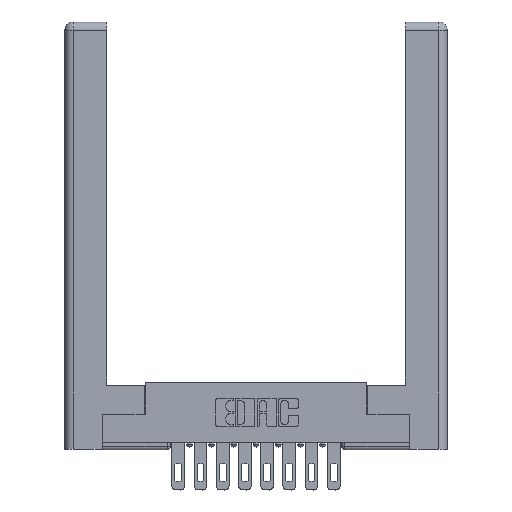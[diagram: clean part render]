
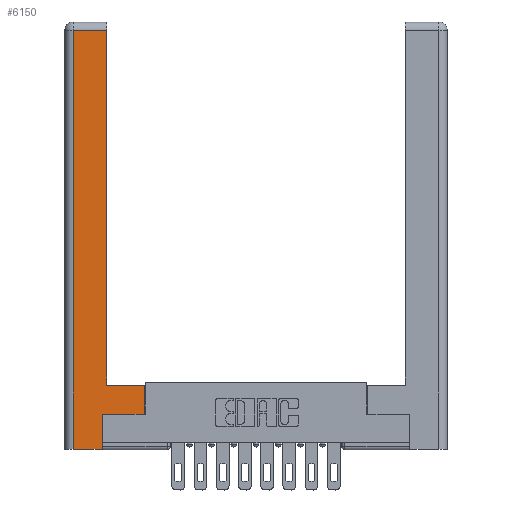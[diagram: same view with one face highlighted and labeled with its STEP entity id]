
A CAD part, top view. The second image highlights one B-rep face of the part: STEP entity #6150.
In plain terms, the highlighted planar face has unit normal (0, 0, 1).
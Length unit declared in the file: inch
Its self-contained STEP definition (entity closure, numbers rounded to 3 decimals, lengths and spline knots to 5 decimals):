
#255 = CARTESIAN_POINT ( 'NONE',  ( 0.0615, 0., 0. ) ) ;
#396 = LINE ( 'NONE', #255, #7891 ) ;
#556 = EDGE_CURVE ( 'NONE', #8515, #8935, #2781, .T. ) ;
#588 = ORIENTED_EDGE ( 'NONE', *, *, #7807, .T. ) ;
#654 = CARTESIAN_POINT ( 'NONE',  ( 0.565, 0.45, 0. ) ) ;
#902 = ORIENTED_EDGE ( 'NONE', *, *, #11050, .T. ) ;
#1405 = CARTESIAN_POINT ( 'NONE',  ( 0.0615, 0., 0. ) ) ;
#1827 = VECTOR ( 'NONE', #4215, 39.37008 ) ;
#1842 = EDGE_CURVE ( 'NONE', #9857, #3146, #4593, .T. ) ;
#1938 = VECTOR ( 'NONE', #9504, 39.37008 ) ;
#2015 = EDGE_CURVE ( 'NONE', #10198, #8515, #10503, .T. ) ;
#2562 = CARTESIAN_POINT ( 'NONE',  ( 0.565, 0.245, 0. ) ) ;
#2692 = VECTOR ( 'NONE', #6834, 39.37008 ) ;
#2781 = LINE ( 'NONE', #13635, #4101 ) ;
#2784 = CARTESIAN_POINT ( 'NONE',  ( 0.295, 0.45, 0. ) ) ;
#3146 = VERTEX_POINT ( 'NONE', #9821 ) ;
#3247 = VECTOR ( 'NONE', #8191, 39.37008 ) ;
#3709 = DIRECTION ( 'NONE',  ( -1., 0., 0. ) ) ;
#3970 = CARTESIAN_POINT ( 'NONE',  ( 0.265, 0., 0. ) ) ;
#4101 = VECTOR ( 'NONE', #5018, 39.37008 ) ;
#4212 = ORIENTED_EDGE ( 'NONE', *, *, #7994, .T. ) ;
#4215 = DIRECTION ( 'NONE',  ( 1., 0., 0. ) ) ;
#4300 = DIRECTION ( 'NONE',  ( 0., 1., 0. ) ) ;
#4356 = CARTESIAN_POINT ( 'NONE',  ( 0.295, 0.45, 0. ) ) ;
#4575 = PLANE ( 'NONE',  #11738 ) ;
#4593 = LINE ( 'NONE', #2562, #2692 ) ;
#4673 = ORIENTED_EDGE ( 'NONE', *, *, #556, .T. ) ;
#5018 = DIRECTION ( 'NONE',  ( -1., 0., 0. ) ) ;
#5220 = LINE ( 'NONE', #9233, #3247 ) ;
#5388 = CARTESIAN_POINT ( 'NONE',  ( 0.265, 0., 0. ) ) ;
#5409 = EDGE_CURVE ( 'NONE', #5421, #10198, #11143, .T. ) ;
#5421 = VERTEX_POINT ( 'NONE', #654 ) ;
#6040 = CARTESIAN_POINT ( 'NONE',  ( 0.0615, 2.94, 0. ) ) ;
#6150 = ADVANCED_FACE ( 'NONE', ( #10120 ), #4575, .F. ) ;
#6193 = CARTESIAN_POINT ( 'NONE',  ( 0.265, 0.245, 0. ) ) ;
#6669 = DIRECTION ( 'NONE',  ( -1., 0., 0. ) ) ;
#6834 = DIRECTION ( 'NONE',  ( 1., 0., 0. ) ) ;
#7533 = LINE ( 'NONE', #5388, #1827 ) ;
#7759 = CARTESIAN_POINT ( 'NONE',  ( 0.265, 0.245, 0. ) ) ;
#7807 = EDGE_CURVE ( 'NONE', #11704, #8552, #7533, .T. ) ;
#7891 = VECTOR ( 'NONE', #11093, 39.37008 ) ;
#7994 = EDGE_CURVE ( 'NONE', #8935, #11704, #396, .T. ) ;
#8124 = EDGE_LOOP ( 'NONE', ( #9043, #4673, #4212, #588, #11030, #13277, #902, #12151 ) ) ;
#8191 = DIRECTION ( 'NONE',  ( 0., 1., 0. ) ) ;
#8515 = VERTEX_POINT ( 'NONE', #9583 ) ;
#8552 = VERTEX_POINT ( 'NONE', #3970 ) ;
#8932 = CARTESIAN_POINT ( 'NONE',  ( 0., 0., 0. ) ) ;
#8935 = VERTEX_POINT ( 'NONE', #6040 ) ;
#9043 = ORIENTED_EDGE ( 'NONE', *, *, #2015, .T. ) ;
#9233 = CARTESIAN_POINT ( 'NONE',  ( 0.565, 0.45, 0. ) ) ;
#9429 = LINE ( 'NONE', #6193, #1938 ) ;
#9504 = DIRECTION ( 'NONE',  ( 0., 1., 0. ) ) ;
#9583 = CARTESIAN_POINT ( 'NONE',  ( 0.295, 2.94, 0. ) ) ;
#9694 = VECTOR ( 'NONE', #3709, 39.37008 ) ;
#9821 = CARTESIAN_POINT ( 'NONE',  ( 0.565, 0.245, 0. ) ) ;
#9857 = VERTEX_POINT ( 'NONE', #7759 ) ;
#10120 = FACE_OUTER_BOUND ( 'NONE', #8124, .T. ) ;
#10198 = VERTEX_POINT ( 'NONE', #4356 ) ;
#10503 = LINE ( 'NONE', #13762, #13256 ) ;
#11030 = ORIENTED_EDGE ( 'NONE', *, *, #12806, .T. ) ;
#11050 = EDGE_CURVE ( 'NONE', #3146, #5421, #5220, .T. ) ;
#11093 = DIRECTION ( 'NONE',  ( 0., -1., 0. ) ) ;
#11143 = LINE ( 'NONE', #2784, #9694 ) ;
#11704 = VERTEX_POINT ( 'NONE', #1405 ) ;
#11738 = AXIS2_PLACEMENT_3D ( 'NONE', #8932, #13092, #6669 ) ;
#12151 = ORIENTED_EDGE ( 'NONE', *, *, #5409, .T. ) ;
#12806 = EDGE_CURVE ( 'NONE', #8552, #9857, #9429, .T. ) ;
#13092 = DIRECTION ( 'NONE',  ( 0., 0., -1. ) ) ;
#13256 = VECTOR ( 'NONE', #4300, 39.37008 ) ;
#13277 = ORIENTED_EDGE ( 'NONE', *, *, #1842, .T. ) ;
#13635 = CARTESIAN_POINT ( 'NONE',  ( 0.0615, 2.94, 0. ) ) ;
#13762 = CARTESIAN_POINT ( 'NONE',  ( 0.295, 3., 0. ) ) ;
